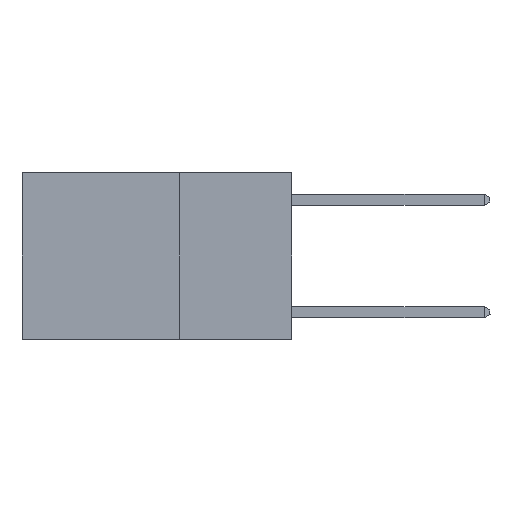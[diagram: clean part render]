
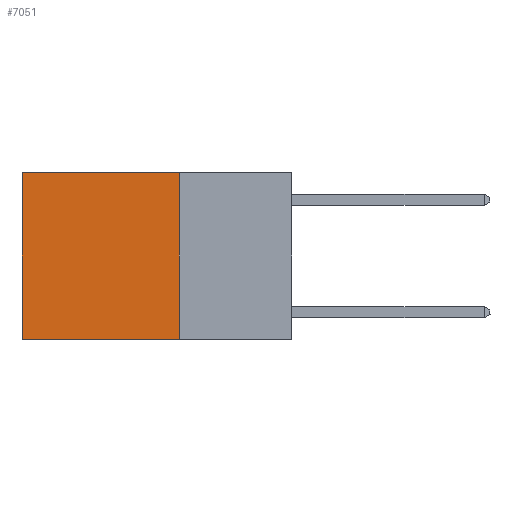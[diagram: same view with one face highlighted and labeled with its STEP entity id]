
A CAD part, left-side view. The second image highlights one B-rep face of the part: STEP entity #7051.
In plain terms, the highlighted planar face has unit normal (-1, 0, 0).
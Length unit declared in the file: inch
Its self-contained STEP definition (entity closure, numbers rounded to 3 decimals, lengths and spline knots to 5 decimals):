
#879 = AXIS2_PLACEMENT_3D ( 'NONE', #7291, #8253, #2558 ) ;
#1426 = DIRECTION ( 'NONE',  ( 0., 0., -1. ) ) ;
#1525 = ORIENTED_EDGE ( 'NONE', *, *, #10860, .T. ) ;
#2529 = LINE ( 'NONE', #4993, #5058 ) ;
#2558 = DIRECTION ( 'NONE',  ( 0., 0., -1. ) ) ;
#2756 = ORIENTED_EDGE ( 'NONE', *, *, #3748, .F. ) ;
#3365 = CARTESIAN_POINT ( 'NONE',  ( 0.2625, 0.6, 0. ) ) ;
#3590 = CARTESIAN_POINT ( 'NONE',  ( 0.2625, 0.25, 0. ) ) ;
#3748 = EDGE_CURVE ( 'NONE', #6203, #9189, #8279, .T. ) ;
#3818 = ORIENTED_EDGE ( 'NONE', *, *, #3960, .T. ) ;
#3960 = EDGE_CURVE ( 'NONE', #11287, #9189, #4491, .T. ) ;
#4132 = CARTESIAN_POINT ( 'NONE',  ( 0.2625, 0.25, -0.37 ) ) ;
#4491 = LINE ( 'NONE', #3365, #6435 ) ;
#4879 = EDGE_LOOP ( 'NONE', ( #3818, #2756, #5745, #1525 ) ) ;
#4993 = CARTESIAN_POINT ( 'NONE',  ( 0.2625, 0.25, 0. ) ) ;
#5058 = VECTOR ( 'NONE', #11677, 39.37008 ) ;
#5113 = CARTESIAN_POINT ( 'NONE',  ( 0.2625, 0.25, -0.37 ) ) ;
#5691 = VECTOR ( 'NONE', #6947, 39.37008 ) ;
#5745 = ORIENTED_EDGE ( 'NONE', *, *, #9372, .F. ) ;
#6203 = VERTEX_POINT ( 'NONE', #5113 ) ;
#6325 = PLANE ( 'NONE',  #879 ) ;
#6435 = VECTOR ( 'NONE', #1426, 39.37008 ) ;
#6464 = CARTESIAN_POINT ( 'NONE',  ( 0.2625, 0.6, 0. ) ) ;
#6702 = CARTESIAN_POINT ( 'NONE',  ( 0.2625, 0.25, 0. ) ) ;
#6947 = DIRECTION ( 'NONE',  ( 0., 1., 0. ) ) ;
#7051 = ADVANCED_FACE ( 'NONE', ( #11742 ), #6325, .F. ) ;
#7291 = CARTESIAN_POINT ( 'NONE',  ( 0.2625, 0.25, 0. ) ) ;
#7695 = DIRECTION ( 'NONE',  ( 0., 0., -1. ) ) ;
#8253 = DIRECTION ( 'NONE',  ( 1., 0., 0. ) ) ;
#8255 = VERTEX_POINT ( 'NONE', #3590 ) ;
#8279 = LINE ( 'NONE', #4132, #5691 ) ;
#9189 = VERTEX_POINT ( 'NONE', #9369 ) ;
#9369 = CARTESIAN_POINT ( 'NONE',  ( 0.2625, 0.6, -0.37 ) ) ;
#9372 = EDGE_CURVE ( 'NONE', #8255, #6203, #12051, .T. ) ;
#9579 = VECTOR ( 'NONE', #7695, 39.37008 ) ;
#10860 = EDGE_CURVE ( 'NONE', #8255, #11287, #2529, .T. ) ;
#11287 = VERTEX_POINT ( 'NONE', #6464 ) ;
#11677 = DIRECTION ( 'NONE',  ( 0., 1., 0. ) ) ;
#11742 = FACE_OUTER_BOUND ( 'NONE', #4879, .T. ) ;
#12051 = LINE ( 'NONE', #6702, #9579 ) ;
